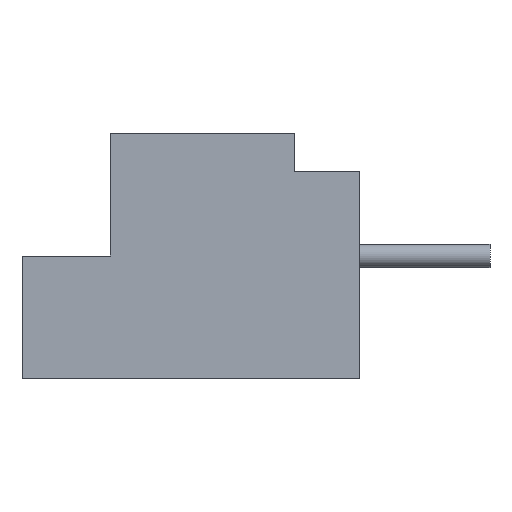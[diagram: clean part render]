
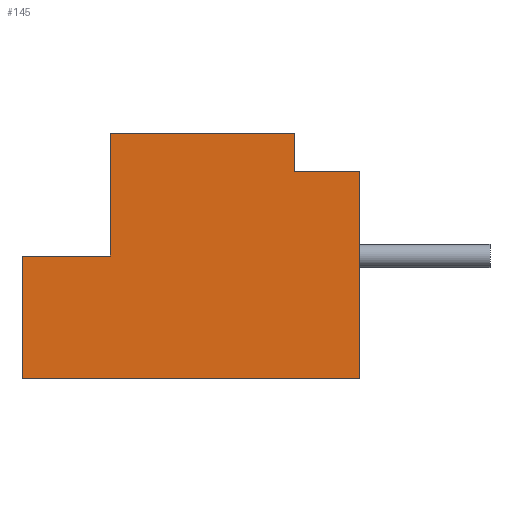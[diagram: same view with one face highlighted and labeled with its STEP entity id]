
A CAD part, left-side view. The second image highlights one B-rep face of the part: STEP entity #145.
In plain terms, the highlighted planar face has unit normal (-1, 0, 0).
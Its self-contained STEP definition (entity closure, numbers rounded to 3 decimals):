
#38 = VERTEX_POINT ( 'NONE', #372 ) ;
#40 = EDGE_CURVE ( 'NONE', #38, #41, #371, .T. ) ;
#41 = VERTEX_POINT ( 'NONE', #367 ) ;
#57 = ORIENTED_EDGE ( 'NONE', *, *, #135, .F. ) ;
#58 = ORIENTED_EDGE ( 'NONE', *, *, #59, .T. ) ;
#59 = EDGE_CURVE ( 'NONE', #133, #60, #390, .T. ) ;
#60 = VERTEX_POINT ( 'NONE', #386 ) ;
#61 = ORIENTED_EDGE ( 'NONE', *, *, #62, .T. ) ;
#62 = EDGE_CURVE ( 'NONE', #60, #122, #385, .T. ) ;
#119 = VERTEX_POINT ( 'NONE', #499 ) ;
#121 = EDGE_CURVE ( 'NONE', #122, #119, #498, .T. ) ;
#122 = VERTEX_POINT ( 'NONE', #494 ) ;
#133 = VERTEX_POINT ( 'NONE', #534 ) ;
#135 = EDGE_CURVE ( 'NONE', #133, #136, #533, .T. ) ;
#136 = VERTEX_POINT ( 'NONE', #529 ) ;
#139 = EDGE_CURVE ( 'NONE', #140, #38, #524, .T. ) ;
#140 = VERTEX_POINT ( 'NONE', #579 ) ;
#141 = ORIENTED_EDGE ( 'NONE', *, *, #142, .T. ) ;
#142 = EDGE_CURVE ( 'NONE', #140, #136, #578, .T. ) ;
#145 = ADVANCED_FACE ( 'NONE', ( #569 ), #554, .F. ) ;
#146 = EDGE_LOOP ( 'NONE', ( #147, #141, #57, #58, #61, #3892, #1658, #2895 ) ) ;
#147 = ORIENTED_EDGE ( 'NONE', *, *, #139, .F. ) ;
#367 = CARTESIAN_POINT ( 'NONE',  ( -12.5, 0., -3.2 ) ) ;
#368 = DIRECTION ( 'NONE',  ( 0., 0., -1. ) ) ;
#369 = VECTOR ( 'NONE', #368, 1000. ) ;
#370 = CARTESIAN_POINT ( 'NONE',  ( -12.5, 0., 3.2 ) ) ;
#371 = LINE ( 'NONE', #370, #369 ) ;
#372 = CARTESIAN_POINT ( 'NONE',  ( -12.5, 0., 2.2 ) ) ;
#382 = DIRECTION ( 'NONE',  ( 0., 1., 0. ) ) ;
#383 = VECTOR ( 'NONE', #382, 1000. ) ;
#384 = CARTESIAN_POINT ( 'NONE',  ( -12.5, 8.8, 0. ) ) ;
#385 = LINE ( 'NONE', #384, #383 ) ;
#386 = CARTESIAN_POINT ( 'NONE',  ( -12.5, 6.5, 0. ) ) ;
#387 = DIRECTION ( 'NONE',  ( 0., 0., -1. ) ) ;
#388 = VECTOR ( 'NONE', #387, 1000. ) ;
#389 = CARTESIAN_POINT ( 'NONE',  ( -12.5, 6.5, 3.2 ) ) ;
#390 = LINE ( 'NONE', #389, #388 ) ;
#494 = CARTESIAN_POINT ( 'NONE',  ( -12.5, 8.8, 0. ) ) ;
#495 = DIRECTION ( 'NONE',  ( 0., 0., -1. ) ) ;
#496 = VECTOR ( 'NONE', #495, 1000. ) ;
#497 = CARTESIAN_POINT ( 'NONE',  ( -12.5, 8.8, 3.2 ) ) ;
#498 = LINE ( 'NONE', #497, #496 ) ;
#499 = CARTESIAN_POINT ( 'NONE',  ( -12.5, 8.8, -3.2 ) ) ;
#521 = DIRECTION ( 'NONE',  ( 0., -1., 0. ) ) ;
#522 = VECTOR ( 'NONE', #521, 1000. ) ;
#523 = CARTESIAN_POINT ( 'NONE',  ( -12.5, 1.7, 2.2 ) ) ;
#524 = LINE ( 'NONE', #523, #522 ) ;
#529 = CARTESIAN_POINT ( 'NONE',  ( -12.5, 1.7, 3.2 ) ) ;
#530 = DIRECTION ( 'NONE',  ( 0., -1., 0. ) ) ;
#531 = VECTOR ( 'NONE', #530, 1000. ) ;
#532 = CARTESIAN_POINT ( 'NONE',  ( -12.5, 8.8, 3.2 ) ) ;
#533 = LINE ( 'NONE', #532, #531 ) ;
#534 = CARTESIAN_POINT ( 'NONE',  ( -12.5, 6.5, 3.2 ) ) ;
#553 = AXIS2_PLACEMENT_3D ( 'NONE', #605, #604, #603 ) ;
#554 = PLANE ( 'NONE',  #553 ) ;
#569 = FACE_OUTER_BOUND ( 'NONE', #146, .T. ) ;
#575 = DIRECTION ( 'NONE',  ( 0., 0., 1. ) ) ;
#576 = VECTOR ( 'NONE', #575, 1000. ) ;
#577 = CARTESIAN_POINT ( 'NONE',  ( -12.5, 1.7, 2.2 ) ) ;
#578 = LINE ( 'NONE', #577, #576 ) ;
#579 = CARTESIAN_POINT ( 'NONE',  ( -12.5, 1.7, 2.2 ) ) ;
#603 = DIRECTION ( 'NONE',  ( 0., 1., 0. ) ) ;
#604 = DIRECTION ( 'NONE',  ( 1., 0., 0. ) ) ;
#605 = CARTESIAN_POINT ( 'NONE',  ( -12.5, 8.8, 3.2 ) ) ;
#1658 = ORIENTED_EDGE ( 'NONE', *, *, #2894, .T. ) ;
#2716 = DIRECTION ( 'NONE',  ( 0., -1., 0. ) ) ;
#2717 = VECTOR ( 'NONE', #2716, 1000. ) ;
#2718 = CARTESIAN_POINT ( 'NONE',  ( -12.5, 8.8, -3.2 ) ) ;
#2719 = LINE ( 'NONE', #2718, #2717 ) ;
#2894 = EDGE_CURVE ( 'NONE', #119, #41, #2719, .T. ) ;
#2895 = ORIENTED_EDGE ( 'NONE', *, *, #40, .F. ) ;
#3892 = ORIENTED_EDGE ( 'NONE', *, *, #121, .T. ) ;
